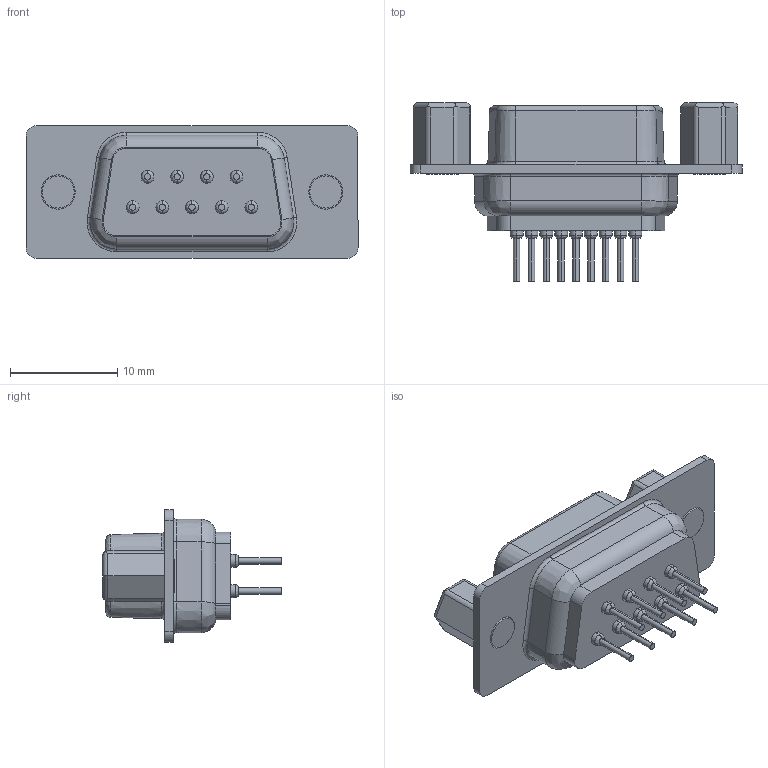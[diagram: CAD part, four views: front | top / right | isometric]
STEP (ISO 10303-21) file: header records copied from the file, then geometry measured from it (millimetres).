
FILE_DESCRIPTION (( 'STEP AP214' ), '1' );
FILE_NAME ('6CC6D2CB-D452-464A-BE13-58F2848645AA.STEP', '2023-11-01T10:53:02', ( '' ), ( '' ), 'SwSTEP 2.0', 'SolidWorks 2022', '' );
FILE_SCHEMA (( 'AUTOMOTIVE_DESIGN' ));
Length unit declared in the file: millimetre
Products named in the file (1): 6CC6D2CB-D452-464A-BE13-58F2848645AA
Bounding box: 31 x 16.7 x 12.4 mm (x, y, z)
Volume: 1797.4 mm3; surface area: 3118.9 mm2
Topology: 1 solids, 2 shells, 368 faces, 847 edges, 520 vertices
Faces by surface type: cylinder 165, plane 101, bspline 58, cone 44
Entity records: 12843 total; most frequent: CARTESIAN_POINT 2830, DIRECTION 1809, ORIENTED_EDGE 1686, EDGE_CURVE 843, AXIS2_PLACEMENT_3D 717, VERTEX_POINT 520, EDGE_LOOP 411, CIRCLE 406
